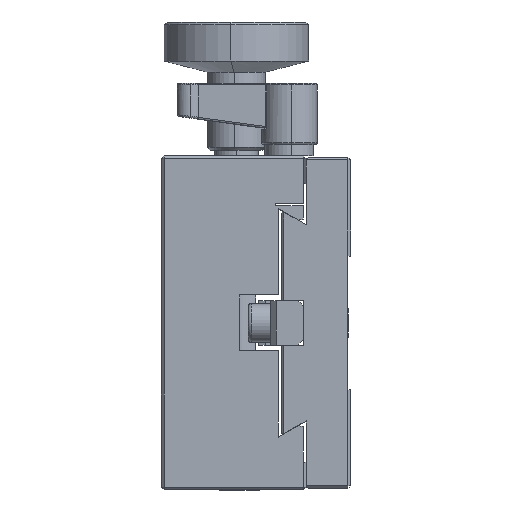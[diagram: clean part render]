
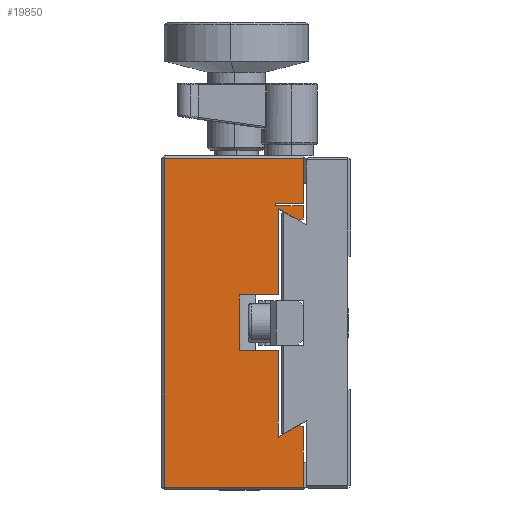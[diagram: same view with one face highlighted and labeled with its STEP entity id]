
A CAD part, left-side view. The second image highlights one B-rep face of the part: STEP entity #19850.
In plain terms, the highlighted planar face has unit normal (-1, 0, 0).
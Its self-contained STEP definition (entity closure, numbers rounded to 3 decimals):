
#52 = VECTOR ( 'NONE', #6740, 1000. ) ;
#114 = EDGE_CURVE ( 'NONE', #14607, #10749, #4832, .T. ) ;
#265 = DIRECTION ( 'NONE',  ( 0., 0., 1. ) ) ;
#439 = DIRECTION ( 'NONE',  ( 0., 0., -1. ) ) ;
#690 = VERTEX_POINT ( 'NONE', #19947 ) ;
#1416 = EDGE_CURVE ( 'NONE', #17909, #26475, #19999, .T. ) ;
#1601 = VERTEX_POINT ( 'NONE', #14404 ) ;
#1669 = CARTESIAN_POINT ( 'NONE',  ( -70., 9.366, 18.413 ) ) ;
#1836 = EDGE_CURVE ( 'NONE', #4002, #4017, #18889, .T. ) ;
#2034 = CARTESIAN_POINT ( 'NONE',  ( -70., 34., 21.011 ) ) ;
#2127 = VERTEX_POINT ( 'NONE', #12258 ) ;
#2216 = EDGE_LOOP ( 'NONE', ( #27814, #20166, #20137, #6375, #25842, #20010, #15458, #26583, #12680, #15562, #4003, #25021, #12975, #18113, #16175, #13307, #3000, #16552, #9517 ) ) ;
#2376 = CARTESIAN_POINT ( 'NONE',  ( -70., 13., -20.489 ) ) ;
#2804 = VERTEX_POINT ( 'NONE', #28667 ) ;
#2808 = VECTOR ( 'NONE', #3077, 1000. ) ;
#2833 = CARTESIAN_POINT ( 'NONE',  ( -70., 13., 5.011 ) ) ;
#3000 = ORIENTED_EDGE ( 'NONE', *, *, #28487, .F. ) ;
#3077 = DIRECTION ( 'NONE',  ( 0., -1., 0. ) ) ;
#3537 = EDGE_CURVE ( 'NONE', #23006, #18961, #7410, .T. ) ;
#3588 = DIRECTION ( 'NONE',  ( 0., 0., 1. ) ) ;
#4002 = VERTEX_POINT ( 'NONE', #5065 ) ;
#4003 = ORIENTED_EDGE ( 'NONE', *, *, #13575, .T. ) ;
#4017 = VERTEX_POINT ( 'NONE', #14009 ) ;
#4263 = CARTESIAN_POINT ( 'NONE',  ( -70., 8.5, 18.645 ) ) ;
#4832 = LINE ( 'NONE', #9682, #21258 ) ;
#5065 = CARTESIAN_POINT ( 'NONE',  ( -70., 13., -20.489 ) ) ;
#5270 = CARTESIAN_POINT ( 'NONE',  ( -70., 33.5, -29.989 ) ) ;
#6162 = LINE ( 'NONE', #28474, #52 ) ;
#6268 = EDGE_CURVE ( 'NONE', #690, #4017, #27145, .T. ) ;
#6375 = ORIENTED_EDGE ( 'NONE', *, *, #17770, .T. ) ;
#6513 = EDGE_CURVE ( 'NONE', #10749, #23006, #20783, .T. ) ;
#6740 = DIRECTION ( 'NONE',  ( 0., -1., 0. ) ) ;
#6906 = DIRECTION ( 'NONE',  ( 0., 0., 1. ) ) ;
#7123 = CARTESIAN_POINT ( 'NONE',  ( -70., 8.5, -24.989 ) ) ;
#7410 = LINE ( 'NONE', #29410, #25535 ) ;
#7420 = DIRECTION ( 'NONE',  ( 0., 1., 0. ) ) ;
#7840 = CARTESIAN_POINT ( 'NONE',  ( -70., 13., -4.989 ) ) ;
#8084 = AXIS2_PLACEMENT_3D ( 'NONE', #16531, #25264, #265 ) ;
#8086 = CARTESIAN_POINT ( 'NONE',  ( -70., 8.5, 21.511 ) ) ;
#8148 = VERTEX_POINT ( 'NONE', #17107 ) ;
#8685 = LINE ( 'NONE', #2034, #24681 ) ;
#9335 = LINE ( 'NONE', #2376, #14647 ) ;
#9464 = DIRECTION ( 'NONE',  ( 0., 1., 0. ) ) ;
#9466 = DIRECTION ( 'NONE',  ( 0., 1., 0. ) ) ;
#9517 = ORIENTED_EDGE ( 'NONE', *, *, #19562, .T. ) ;
#9682 = CARTESIAN_POINT ( 'NONE',  ( -70., 8., 17.625 ) ) ;
#10032 = VECTOR ( 'NONE', #20471, 1000. ) ;
#10221 = DIRECTION ( 'NONE',  ( 0., -1., 0. ) ) ;
#10749 = VERTEX_POINT ( 'NONE', #1669 ) ;
#10914 = EDGE_CURVE ( 'NONE', #21839, #1601, #16953, .T. ) ;
#11018 = LINE ( 'NONE', #2833, #14209 ) ;
#11071 = DIRECTION ( 'NONE',  ( 0., 0., 1. ) ) ;
#11475 = DIRECTION ( 'NONE',  ( 0., 0.866, -0.5 ) ) ;
#11797 = EDGE_CURVE ( 'NONE', #1601, #4002, #19394, .T. ) ;
#12088 = DIRECTION ( 'NONE',  ( 0., 0., 1. ) ) ;
#12250 = VECTOR ( 'NONE', #13706, 1000. ) ;
#12258 = CARTESIAN_POINT ( 'NONE',  ( -70., 13.5, 21.511 ) ) ;
#12432 = VECTOR ( 'NONE', #12088, 1000. ) ;
#12680 = ORIENTED_EDGE ( 'NONE', *, *, #21178, .T. ) ;
#12847 = CARTESIAN_POINT ( 'NONE',  ( -70., 8.5, 0.011 ) ) ;
#12975 = ORIENTED_EDGE ( 'NONE', *, *, #10914, .T. ) ;
#13297 = VERTEX_POINT ( 'NONE', #8086 ) ;
#13307 = ORIENTED_EDGE ( 'NONE', *, *, #6268, .F. ) ;
#13575 = EDGE_CURVE ( 'NONE', #26558, #23263, #26697, .T. ) ;
#13706 = DIRECTION ( 'NONE',  ( 0., 0., -1. ) ) ;
#13711 = CARTESIAN_POINT ( 'NONE',  ( -70., 34., 29.511 ) ) ;
#13910 = VECTOR ( 'NONE', #9466, 1000. ) ;
#13920 = VECTOR ( 'NONE', #3588, 1000. ) ;
#14009 = CARTESIAN_POINT ( 'NONE',  ( -70., 13., -4.989 ) ) ;
#14092 = VECTOR ( 'NONE', #18998, 1000. ) ;
#14209 = VECTOR ( 'NONE', #7420, 1000. ) ;
#14241 = PLANE ( 'NONE',  #8084 ) ;
#14404 = CARTESIAN_POINT ( 'NONE',  ( -70., 9.366, -18.391 ) ) ;
#14412 = VERTEX_POINT ( 'NONE', #18988 ) ;
#14478 = CARTESIAN_POINT ( 'NONE',  ( -70., 8.5, -18.623 ) ) ;
#14498 = CARTESIAN_POINT ( 'NONE',  ( -70., 8.5, 21.011 ) ) ;
#14607 = VERTEX_POINT ( 'NONE', #25588 ) ;
#14647 = VECTOR ( 'NONE', #11071, 1000. ) ;
#14670 = EDGE_CURVE ( 'NONE', #14412, #2804, #11018, .T. ) ;
#14680 = VECTOR ( 'NONE', #439, 1000. ) ;
#14939 = EDGE_CURVE ( 'NONE', #23263, #21839, #29077, .T. ) ;
#15406 = FACE_OUTER_BOUND ( 'NONE', #2216, .T. ) ;
#15458 = ORIENTED_EDGE ( 'NONE', *, *, #23322, .T. ) ;
#15562 = ORIENTED_EDGE ( 'NONE', *, *, #29253, .T. ) ;
#15741 = DIRECTION ( 'NONE',  ( 0., 0., 1. ) ) ;
#16010 = VECTOR ( 'NONE', #6906, 1000. ) ;
#16175 = ORIENTED_EDGE ( 'NONE', *, *, #1836, .T. ) ;
#16385 = VERTEX_POINT ( 'NONE', #19876 ) ;
#16531 = CARTESIAN_POINT ( 'NONE',  ( -70., 34., 0.011 ) ) ;
#16552 = ORIENTED_EDGE ( 'NONE', *, *, #14670, .F. ) ;
#16953 = LINE ( 'NONE', #27404, #14092 ) ;
#17107 = CARTESIAN_POINT ( 'NONE',  ( -70., 33.5, -29.489 ) ) ;
#17770 = EDGE_CURVE ( 'NONE', #18961, #16385, #8685, .T. ) ;
#17787 = LINE ( 'NONE', #28026, #2808 ) ;
#17909 = VERTEX_POINT ( 'NONE', #23477 ) ;
#18113 = ORIENTED_EDGE ( 'NONE', *, *, #11797, .T. ) ;
#18435 = CARTESIAN_POINT ( 'NONE',  ( -70., 36.95, 11.022 ) ) ;
#18889 = LINE ( 'NONE', #27437, #16010 ) ;
#18925 = DIRECTION ( 'NONE',  ( 0., -0.866, -0.5 ) ) ;
#18961 = VERTEX_POINT ( 'NONE', #14498 ) ;
#18988 = CARTESIAN_POINT ( 'NONE',  ( -70., 13., 5.011 ) ) ;
#18998 = DIRECTION ( 'NONE',  ( 0., 0.966, 0.259 ) ) ;
#19394 = LINE ( 'NONE', #27353, #27877 ) ;
#19562 = EDGE_CURVE ( 'NONE', #14412, #14607, #9335, .T. ) ;
#19850 = ADVANCED_FACE ( 'NONE', ( #15406 ), #14241, .T. ) ;
#19876 = CARTESIAN_POINT ( 'NONE',  ( -70., 13.5, 21.011 ) ) ;
#19920 = VECTOR ( 'NONE', #29087, 1000. ) ;
#19947 = CARTESIAN_POINT ( 'NONE',  ( -70., 20., -4.989 ) ) ;
#19999 = LINE ( 'NONE', #13711, #13910 ) ;
#20010 = ORIENTED_EDGE ( 'NONE', *, *, #22729, .T. ) ;
#20137 = ORIENTED_EDGE ( 'NONE', *, *, #3537, .T. ) ;
#20166 = ORIENTED_EDGE ( 'NONE', *, *, #6513, .T. ) ;
#20269 = LINE ( 'NONE', #20974, #12432 ) ;
#20412 = LINE ( 'NONE', #5270, #14680 ) ;
#20414 = VECTOR ( 'NONE', #22923, 1000. ) ;
#20471 = DIRECTION ( 'NONE',  ( 0., 0., 1. ) ) ;
#20570 = CARTESIAN_POINT ( 'NONE',  ( -70., 8.5, -24.989 ) ) ;
#20783 = LINE ( 'NONE', #18435, #20414 ) ;
#20974 = CARTESIAN_POINT ( 'NONE',  ( -70., 8.5, 0.011 ) ) ;
#21178 = EDGE_CURVE ( 'NONE', #26475, #8148, #20412, .T. ) ;
#21189 = LINE ( 'NONE', #22976, #12250 ) ;
#21258 = VECTOR ( 'NONE', #18925, 1000. ) ;
#21839 = VERTEX_POINT ( 'NONE', #14478 ) ;
#21967 = EDGE_CURVE ( 'NONE', #16385, #2127, #28468, .T. ) ;
#22729 = EDGE_CURVE ( 'NONE', #2127, #13297, #17787, .T. ) ;
#22923 = DIRECTION ( 'NONE',  ( 0., -0.966, 0.259 ) ) ;
#22976 = CARTESIAN_POINT ( 'NONE',  ( -70., 20., -4.989 ) ) ;
#23006 = VERTEX_POINT ( 'NONE', #4263 ) ;
#23263 = VERTEX_POINT ( 'NONE', #7123 ) ;
#23322 = EDGE_CURVE ( 'NONE', #13297, #17909, #20269, .T. ) ;
#23477 = CARTESIAN_POINT ( 'NONE',  ( -70., 8.5, 29.511 ) ) ;
#23935 = CARTESIAN_POINT ( 'NONE',  ( -70., 33.5, 29.511 ) ) ;
#24681 = VECTOR ( 'NONE', #9464, 1000. ) ;
#25021 = ORIENTED_EDGE ( 'NONE', *, *, #14939, .T. ) ;
#25153 = CARTESIAN_POINT ( 'NONE',  ( -70., 8.5, -29.489 ) ) ;
#25264 = DIRECTION ( 'NONE',  ( -1., 0., 0. ) ) ;
#25535 = VECTOR ( 'NONE', #15741, 1000. ) ;
#25588 = CARTESIAN_POINT ( 'NONE',  ( -70., 13., 20.511 ) ) ;
#25738 = VECTOR ( 'NONE', #10221, 1000. ) ;
#25842 = ORIENTED_EDGE ( 'NONE', *, *, #21967, .T. ) ;
#26174 = CARTESIAN_POINT ( 'NONE',  ( -70., 13.5, 0.011 ) ) ;
#26475 = VERTEX_POINT ( 'NONE', #23935 ) ;
#26558 = VERTEX_POINT ( 'NONE', #25153 ) ;
#26583 = ORIENTED_EDGE ( 'NONE', *, *, #1416, .T. ) ;
#26697 = LINE ( 'NONE', #20570, #10032 ) ;
#27145 = LINE ( 'NONE', #7840, #25738 ) ;
#27353 = CARTESIAN_POINT ( 'NONE',  ( -70., 8., -17.602 ) ) ;
#27404 = CARTESIAN_POINT ( 'NONE',  ( -70., 36.95, -10.999 ) ) ;
#27437 = CARTESIAN_POINT ( 'NONE',  ( -70., 13., -20.489 ) ) ;
#27814 = ORIENTED_EDGE ( 'NONE', *, *, #114, .T. ) ;
#27877 = VECTOR ( 'NONE', #11475, 1000. ) ;
#28026 = CARTESIAN_POINT ( 'NONE',  ( -70., 34., 21.511 ) ) ;
#28468 = LINE ( 'NONE', #26174, #13920 ) ;
#28474 = CARTESIAN_POINT ( 'NONE',  ( -70., 8., -29.489 ) ) ;
#28487 = EDGE_CURVE ( 'NONE', #2804, #690, #21189, .T. ) ;
#28667 = CARTESIAN_POINT ( 'NONE',  ( -70., 20., 5.011 ) ) ;
#29077 = LINE ( 'NONE', #12847, #19920 ) ;
#29087 = DIRECTION ( 'NONE',  ( 0., 0., 1. ) ) ;
#29253 = EDGE_CURVE ( 'NONE', #8148, #26558, #6162, .T. ) ;
#29410 = CARTESIAN_POINT ( 'NONE',  ( -70., 8.5, 0.011 ) ) ;
